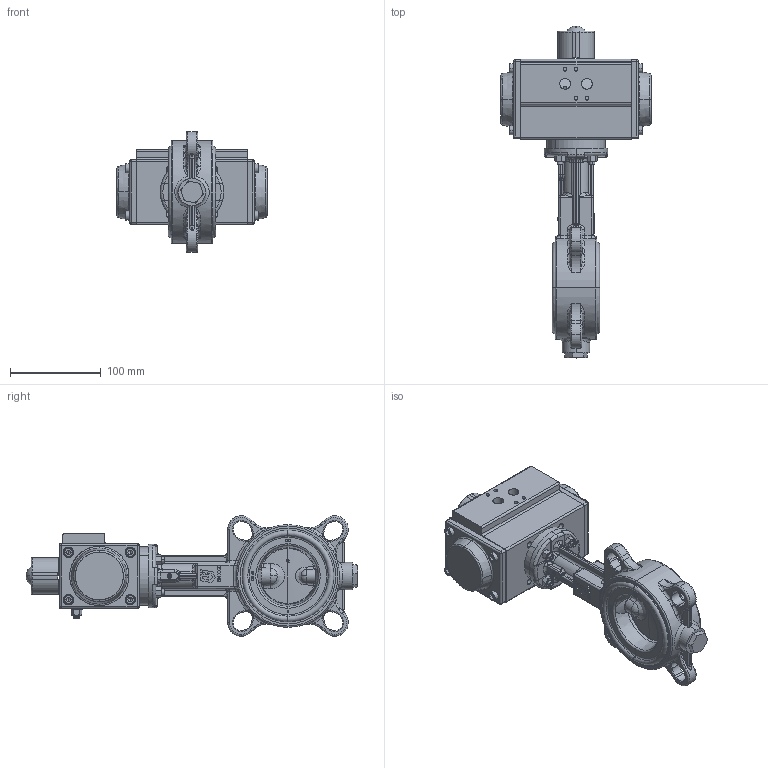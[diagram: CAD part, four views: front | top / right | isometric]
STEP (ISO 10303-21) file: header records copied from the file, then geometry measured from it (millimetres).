
FILE_DESCRIPTION (( 'STEP AP203' ), '1' );
FILE_NAME ('AK01_DN65_pneu..STEP', '2022-11-03T13:52:30', ( '' ), ( '' ), 'SwSTEP 2.0', 'SolidWorks 2021', '' );
FILE_SCHEMA (( 'CONFIG_CONTROL_DESIGN' ));
Length unit declared in the file: metre
Products named in the file (1): AK01_DN65_pneu.
Bounding box: 165 x 365.15 x 132.53 mm (x, y, z)
Surface area: 174517.3 mm2 (no closed solid volume)
Topology: 0 solids, 380 shells, 1358 faces, 4858 edges, 3754 vertices
Faces by surface type: plane 447, cylinder 333, bspline 278, torus 177, cone 107, sphere 16
Entity records: 85224 total; most frequent: CARTESIAN_POINT 47093, DIRECTION 7158, ORIENTED_EDGE 6993, EDGE_CURVE 4810, VERTEX_POINT 3754, AXIS2_PLACEMENT_3D 2572, VECTOR 2014, LINE 2014
